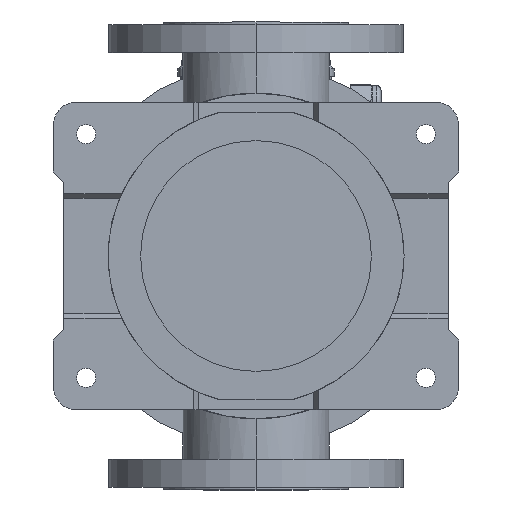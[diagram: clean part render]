
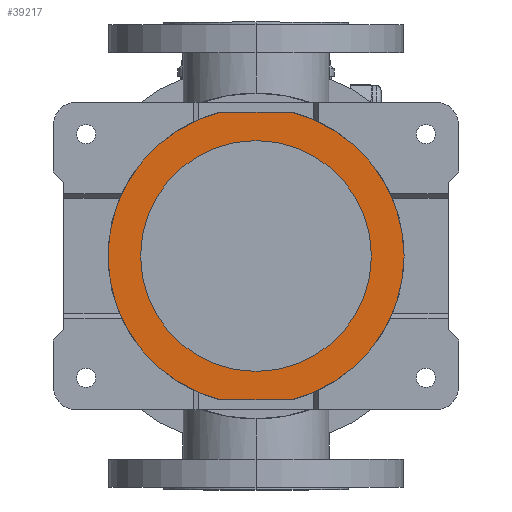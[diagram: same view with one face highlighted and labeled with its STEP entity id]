
A CAD part, front view. The second image highlights one B-rep face of the part: STEP entity #39217.
In plain terms, the highlighted face is planar.
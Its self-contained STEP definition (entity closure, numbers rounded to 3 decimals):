
#462 = DIRECTION ( 'NONE',  ( 0., 0., -1. ) ) ;
#920 = EDGE_LOOP ( 'NONE', ( #6215, #15916, #52681, #47874, #6401 ) ) ;
#1096 = EDGE_CURVE ( 'NONE', #31943, #32087, #8334, .T. ) ;
#1783 = CARTESIAN_POINT ( 'NONE',  ( 127.05, -123.2, 45. ) ) ;
#1798 = CARTESIAN_POINT ( 'NONE',  ( 28.218, -112., 45. ) ) ;
#2244 = CARTESIAN_POINT ( 'NONE',  ( 0., 0., 45. ) ) ;
#2580 = CARTESIAN_POINT ( 'NONE',  ( 0., 0., 45. ) ) ;
#3190 = DIRECTION ( 'NONE',  ( -1., 0., 0. ) ) ;
#3655 = DIRECTION ( 'NONE',  ( 0., 0., 1. ) ) ;
#3967 = VERTEX_POINT ( 'NONE', #35101 ) ;
#4504 = CARTESIAN_POINT ( 'NONE',  ( 0., 0., 45. ) ) ;
#6215 = ORIENTED_EDGE ( 'NONE', *, *, #22700, .T. ) ;
#6401 = ORIENTED_EDGE ( 'NONE', *, *, #48920, .T. ) ;
#8334 = LINE ( 'NONE', #46902, #43937 ) ;
#8943 = EDGE_CURVE ( 'NONE', #32087, #3967, #49762, .T. ) ;
#9653 = AXIS2_PLACEMENT_3D ( 'NONE', #13929, #50399, #41532 ) ;
#10090 = DIRECTION ( 'NONE',  ( -1., 0., 0. ) ) ;
#13760 = EDGE_CURVE ( 'NONE', #52018, #31943, #42812, .T. ) ;
#13929 = CARTESIAN_POINT ( 'NONE',  ( 0., 0., 45. ) ) ;
#15916 = ORIENTED_EDGE ( 'NONE', *, *, #13760, .T. ) ;
#17192 = AXIS2_PLACEMENT_3D ( 'NONE', #4504, #3655, #56227 ) ;
#19693 = ORIENTED_EDGE ( 'NONE', *, *, #48167, .T. ) ;
#20264 = VERTEX_POINT ( 'NONE', #52570 ) ;
#20635 = CARTESIAN_POINT ( 'NONE',  ( -28.218, -112., 45. ) ) ;
#21219 = LINE ( 'NONE', #43218, #55543 ) ;
#22034 = AXIS2_PLACEMENT_3D ( 'NONE', #39041, #462, #56494 ) ;
#22700 = EDGE_CURVE ( 'NONE', #20264, #52018, #46679, .T. ) ;
#23371 = CIRCLE ( 'NONE', #37987, 90. ) ;
#26853 = VERTEX_POINT ( 'NONE', #34661 ) ;
#27789 = CARTESIAN_POINT ( 'NONE',  ( 115.5, 0., 45. ) ) ;
#29643 = DIRECTION ( 'NONE',  ( 1., 0., 0. ) ) ;
#30530 = VERTEX_POINT ( 'NONE', #44524 ) ;
#30593 = AXIS2_PLACEMENT_3D ( 'NONE', #2244, #42521, #29643 ) ;
#31943 = VERTEX_POINT ( 'NONE', #1798 ) ;
#32066 = PLANE ( 'NONE',  #47827 ) ;
#32087 = VERTEX_POINT ( 'NONE', #20635 ) ;
#34661 = CARTESIAN_POINT ( 'NONE',  ( 90., 0., 45. ) ) ;
#35101 = CARTESIAN_POINT ( 'NONE',  ( -28.218, 112., 45. ) ) ;
#36615 = DIRECTION ( 'NONE',  ( 0., 0., -1. ) ) ;
#37987 = AXIS2_PLACEMENT_3D ( 'NONE', #2580, #41997, #47414 ) ;
#39041 = CARTESIAN_POINT ( 'NONE',  ( 0., 0., 45. ) ) ;
#39217 = ADVANCED_FACE ( 'NONE', ( #53501, #49221 ), #32066, .T. ) ;
#41532 = DIRECTION ( 'NONE',  ( 1., 0., 0. ) ) ;
#41997 = DIRECTION ( 'NONE',  ( 0., 0., 1. ) ) ;
#42521 = DIRECTION ( 'NONE',  ( 0., 0., -1. ) ) ;
#42812 = CIRCLE ( 'NONE', #9653, 115.5 ) ;
#43218 = CARTESIAN_POINT ( 'NONE',  ( -31.04, 112., 45. ) ) ;
#43505 = EDGE_CURVE ( 'NONE', #30530, #26853, #23371, .T. ) ;
#43937 = VECTOR ( 'NONE', #3190, 1000. ) ;
#44524 = CARTESIAN_POINT ( 'NONE',  ( -90., 0., 45. ) ) ;
#46679 = CIRCLE ( 'NONE', #22034, 115.5 ) ;
#46902 = CARTESIAN_POINT ( 'NONE',  ( -31.04, -112., 45. ) ) ;
#47414 = DIRECTION ( 'NONE',  ( -1., 0., 0. ) ) ;
#47508 = DIRECTION ( 'NONE',  ( 1., 0., 0. ) ) ;
#47827 = AXIS2_PLACEMENT_3D ( 'NONE', #1783, #36615, #10090 ) ;
#47874 = ORIENTED_EDGE ( 'NONE', *, *, #8943, .T. ) ;
#48167 = EDGE_CURVE ( 'NONE', #26853, #30530, #50923, .T. ) ;
#48920 = EDGE_CURVE ( 'NONE', #3967, #20264, #21219, .T. ) ;
#49221 = FACE_OUTER_BOUND ( 'NONE', #920, .T. ) ;
#49596 = ORIENTED_EDGE ( 'NONE', *, *, #43505, .T. ) ;
#49762 = CIRCLE ( 'NONE', #30593, 115.5 ) ;
#50399 = DIRECTION ( 'NONE',  ( 0., 0., -1. ) ) ;
#50722 = EDGE_LOOP ( 'NONE', ( #49596, #19693 ) ) ;
#50923 = CIRCLE ( 'NONE', #17192, 90. ) ;
#52018 = VERTEX_POINT ( 'NONE', #27789 ) ;
#52570 = CARTESIAN_POINT ( 'NONE',  ( 28.218, 112., 45. ) ) ;
#52681 = ORIENTED_EDGE ( 'NONE', *, *, #1096, .T. ) ;
#53501 = FACE_BOUND ( 'NONE', #50722, .T. ) ;
#55543 = VECTOR ( 'NONE', #47508, 1000. ) ;
#56227 = DIRECTION ( 'NONE',  ( -1., 0., 0. ) ) ;
#56494 = DIRECTION ( 'NONE',  ( 1., 0., 0. ) ) ;
